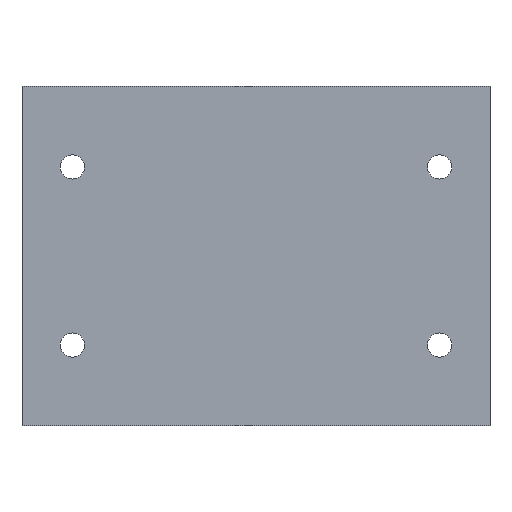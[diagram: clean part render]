
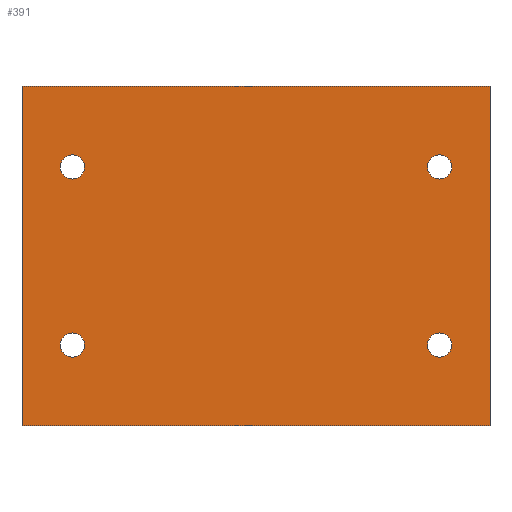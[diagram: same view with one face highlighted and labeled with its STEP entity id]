
A CAD part, front view. The second image highlights one B-rep face of the part: STEP entity #391.
In plain terms, the highlighted planar face has unit normal (0, -1, 0).
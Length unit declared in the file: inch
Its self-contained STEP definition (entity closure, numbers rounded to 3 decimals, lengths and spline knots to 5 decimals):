
#17=FACE_BOUND('',#67,.T.);
#18=FACE_BOUND('',#68,.T.);
#19=FACE_BOUND('',#69,.T.);
#20=FACE_BOUND('',#70,.T.);
#28=PLANE('',#436);
#43=FACE_OUTER_BOUND('',#66,.T.);
#66=EDGE_LOOP('',(#295,#296,#297,#298));
#67=EDGE_LOOP('',(#299));
#68=EDGE_LOOP('',(#300));
#69=EDGE_LOOP('',(#301));
#70=EDGE_LOOP('',(#302));
#99=LINE('',#626,#131);
#101=LINE('',#630,#133);
#102=LINE('',#632,#134);
#103=LINE('',#633,#135);
#131=VECTOR('',#508,0.3937);
#133=VECTOR('',#512,0.3937);
#134=VECTOR('',#513,0.3937);
#135=VECTOR('',#514,0.3937);
#153=CIRCLE('',#420,0.09);
#155=CIRCLE('',#423,0.09);
#157=CIRCLE('',#426,0.09);
#159=CIRCLE('',#429,0.09);
#175=VERTEX_POINT('',#584);
#177=VERTEX_POINT('',#590);
#179=VERTEX_POINT('',#596);
#181=VERTEX_POINT('',#602);
#189=VERTEX_POINT('',#623);
#190=VERTEX_POINT('',#625);
#191=VERTEX_POINT('',#629);
#192=VERTEX_POINT('',#631);
#211=EDGE_CURVE('',#175,#175,#153,.T.);
#214=EDGE_CURVE('',#177,#177,#155,.T.);
#217=EDGE_CURVE('',#179,#179,#157,.T.);
#220=EDGE_CURVE('',#181,#181,#159,.T.);
#231=EDGE_CURVE('',#190,#189,#99,.T.);
#233=EDGE_CURVE('',#189,#191,#101,.T.);
#234=EDGE_CURVE('',#192,#191,#102,.T.);
#235=EDGE_CURVE('',#190,#192,#103,.T.);
#295=ORIENTED_EDGE('',*,*,#233,.T.);
#296=ORIENTED_EDGE('',*,*,#234,.F.);
#297=ORIENTED_EDGE('',*,*,#235,.F.);
#298=ORIENTED_EDGE('',*,*,#231,.T.);
#299=ORIENTED_EDGE('',*,*,#211,.T.);
#300=ORIENTED_EDGE('',*,*,#214,.T.);
#301=ORIENTED_EDGE('',*,*,#217,.T.);
#302=ORIENTED_EDGE('',*,*,#220,.T.);
#391=ADVANCED_FACE('',(#43,#17,#18,#19,#20),#28,.T.);
#420=AXIS2_PLACEMENT_3D('',#585,#466,#467);
#423=AXIS2_PLACEMENT_3D('',#591,#473,#474);
#426=AXIS2_PLACEMENT_3D('',#597,#480,#481);
#429=AXIS2_PLACEMENT_3D('',#603,#487,#488);
#436=AXIS2_PLACEMENT_3D('',#628,#510,#511);
#466=DIRECTION('center_axis',(0.,1.,0.));
#467=DIRECTION('ref_axis',(1.,0.,0.));
#473=DIRECTION('center_axis',(0.,1.,0.));
#474=DIRECTION('ref_axis',(1.,0.,0.));
#480=DIRECTION('center_axis',(0.,1.,0.));
#481=DIRECTION('ref_axis',(1.,0.,0.));
#487=DIRECTION('center_axis',(0.,1.,0.));
#488=DIRECTION('ref_axis',(1.,0.,0.));
#508=DIRECTION('',(0.,0.,-1.));
#510=DIRECTION('center_axis',(0.,-1.,0.));
#511=DIRECTION('ref_axis',(-1.,0.,0.));
#512=DIRECTION('',(1.,0.,0.));
#513=DIRECTION('',(0.,0.,-1.));
#514=DIRECTION('',(1.,0.,0.));
#584=CARTESIAN_POINT('',(-1.4555,-1.875,-1.925));
#585=CARTESIAN_POINT('Origin',(-1.3655,-1.875,-1.925));
#590=CARTESIAN_POINT('',(1.2755,-1.875,-0.6));
#591=CARTESIAN_POINT('Origin',(1.3655,-1.875,-0.6));
#596=CARTESIAN_POINT('',(-1.4555,-1.875,-0.6));
#597=CARTESIAN_POINT('Origin',(-1.3655,-1.875,-0.6));
#602=CARTESIAN_POINT('',(1.2755,-1.875,-1.925));
#603=CARTESIAN_POINT('Origin',(1.3655,-1.875,-1.925));
#623=CARTESIAN_POINT('',(-1.7405,-1.875,-2.525));
#625=CARTESIAN_POINT('',(-1.7405,-1.875,0.));
#626=CARTESIAN_POINT('',(-1.7405,-1.875,0.));
#628=CARTESIAN_POINT('Origin',(1.7405,-1.875,0.));
#629=CARTESIAN_POINT('',(1.7405,-1.875,-2.525));
#630=CARTESIAN_POINT('',(0.87025,-1.875,-2.525));
#631=CARTESIAN_POINT('',(1.7405,-1.875,0.));
#632=CARTESIAN_POINT('',(1.7405,-1.875,0.));
#633=CARTESIAN_POINT('',(-1.7405,-1.875,0.));
